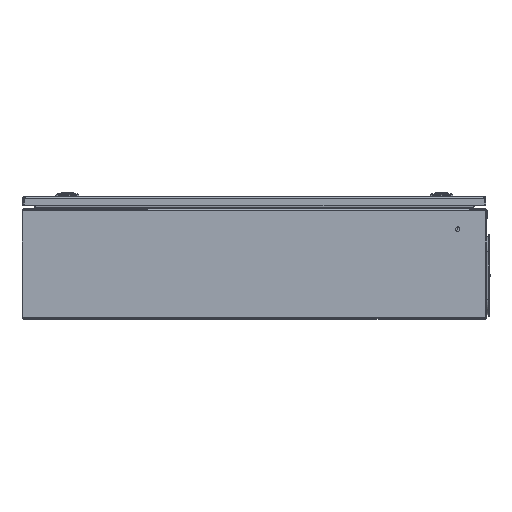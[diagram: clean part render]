
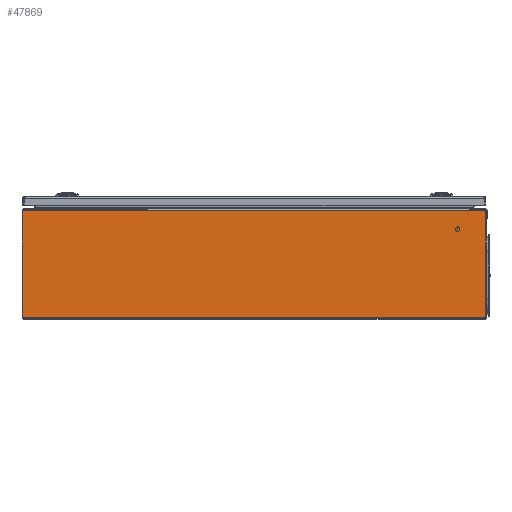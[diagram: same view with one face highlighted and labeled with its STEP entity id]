
A CAD part, left-side view. The second image highlights one B-rep face of the part: STEP entity #47869.
In plain terms, the highlighted planar face has unit normal (-1, 0, 0).
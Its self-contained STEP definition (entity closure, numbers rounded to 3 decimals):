
#5 = EDGE_CURVE ( 'NONE', #7, #47862, #36106, .T. ) ;
#6 = ORIENTED_EDGE ( 'NONE', *, *, #5, .T. ) ;
#7 = VERTEX_POINT ( 'NONE', #36102 ) ;
#8 = ORIENTED_EDGE ( 'NONE', *, *, #47807, .T. ) ;
#36102 = CARTESIAN_POINT ( 'NONE',  ( -300., -398.474, 187. ) ) ;
#36103 = DIRECTION ( 'NONE',  ( 0., 1., 0. ) ) ;
#36104 = VECTOR ( 'NONE', #36103, 1000. ) ;
#36105 = CARTESIAN_POINT ( 'NONE',  ( -300., -4383.492, 187. ) ) ;
#36106 = LINE ( 'NONE', #36105, #36104 ) ;
#39751 = CARTESIAN_POINT ( 'NONE',  ( -300., 398.499, 3. ) ) ;
#40771 = CARTESIAN_POINT ( 'NONE',  ( -300., 398.499, 186.502 ) ) ;
#40889 = CIRCLE ( 'NONE', #41014, 5. ) ;
#40920 = CARTESIAN_POINT ( 'NONE',  ( -300., -398.499, 186.502 ) ) ;
#40923 = DIRECTION ( 'NONE',  ( 0., 0., 1. ) ) ;
#40924 = VECTOR ( 'NONE', #40923, 1000. ) ;
#40926 = CARTESIAN_POINT ( 'NONE',  ( -300., -398.499, 188.5 ) ) ;
#40927 = LINE ( 'NONE', #40926, #40924 ) ;
#40933 = CARTESIAN_POINT ( 'NONE',  ( -300., -398.499, 3. ) ) ;
#40959 = DIRECTION ( 'NONE',  ( 0., 0., -1. ) ) ;
#40960 = DIRECTION ( 'NONE',  ( -1., 0., 0. ) ) ;
#40961 = CARTESIAN_POINT ( 'NONE',  ( -300., 4383.5, 188.5 ) ) ;
#40962 = AXIS2_PLACEMENT_3D ( 'NONE', #40961, #40960, #40959 ) ;
#40963 = PLANE ( 'NONE',  #40962 ) ;
#40969 = FACE_OUTER_BOUND ( 'NONE', #47802, .T. ) ;
#40971 = DIRECTION ( 'NONE',  ( 0., -1., 0. ) ) ;
#40972 = DIRECTION ( 'NONE',  ( -1., 0., 0. ) ) ;
#40973 = CARTESIAN_POINT ( 'NONE',  ( -300., 393.499, 186.502 ) ) ;
#40974 = AXIS2_PLACEMENT_3D ( 'NONE', #40973, #40972, #40971 ) ;
#40975 = CIRCLE ( 'NONE', #40974, 5. ) ;
#40981 = CARTESIAN_POINT ( 'NONE',  ( -300., 398.474, 187. ) ) ;
#40982 = DIRECTION ( 'NONE',  ( 0., -1., 0. ) ) ;
#40983 = VECTOR ( 'NONE', #40982, 1000. ) ;
#40984 = CARTESIAN_POINT ( 'NONE',  ( -300., 4383.5, 3. ) ) ;
#40986 = LINE ( 'NONE', #40984, #40983 ) ;
#40990 = DIRECTION ( 'NONE',  ( 0., 0., -1. ) ) ;
#40991 = VECTOR ( 'NONE', #40990, 1000. ) ;
#40992 = CARTESIAN_POINT ( 'NONE',  ( -300., 398.499, 188.5 ) ) ;
#40993 = LINE ( 'NONE', #40992, #40991 ) ;
#41008 = DIRECTION ( 'NONE',  ( 0., -1., 0. ) ) ;
#41010 = DIRECTION ( 'NONE',  ( -1., 0., 0. ) ) ;
#41012 = CARTESIAN_POINT ( 'NONE',  ( -300., -393.499, 186.502 ) ) ;
#41014 = AXIS2_PLACEMENT_3D ( 'NONE', #41012, #41010, #41008 ) ;
#47493 = VERTEX_POINT ( 'NONE', #39751 ) ;
#47768 = VERTEX_POINT ( 'NONE', #40771 ) ;
#47802 = EDGE_LOOP ( 'NONE', ( #47863, #47855, #47860, #8, #47826, #6 ) ) ;
#47806 = VERTEX_POINT ( 'NONE', #40933 ) ;
#47807 = EDGE_CURVE ( 'NONE', #47806, #47810, #40927, .T. ) ;
#47810 = VERTEX_POINT ( 'NONE', #40920 ) ;
#47823 = EDGE_CURVE ( 'NONE', #47810, #7, #40889, .T. ) ;
#47826 = ORIENTED_EDGE ( 'NONE', *, *, #47823, .T. ) ;
#47827 = EDGE_CURVE ( 'NONE', #47768, #47493, #40993, .T. ) ;
#47855 = ORIENTED_EDGE ( 'NONE', *, *, #47827, .T. ) ;
#47859 = EDGE_CURVE ( 'NONE', #47493, #47806, #40986, .T. ) ;
#47860 = ORIENTED_EDGE ( 'NONE', *, *, #47859, .T. ) ;
#47862 = VERTEX_POINT ( 'NONE', #40981 ) ;
#47863 = ORIENTED_EDGE ( 'NONE', *, *, #47865, .T. ) ;
#47865 = EDGE_CURVE ( 'NONE', #47862, #47768, #40975, .T. ) ;
#47869 = ADVANCED_FACE ( 'NONE', ( #40969 ), #40963, .T. ) ;
